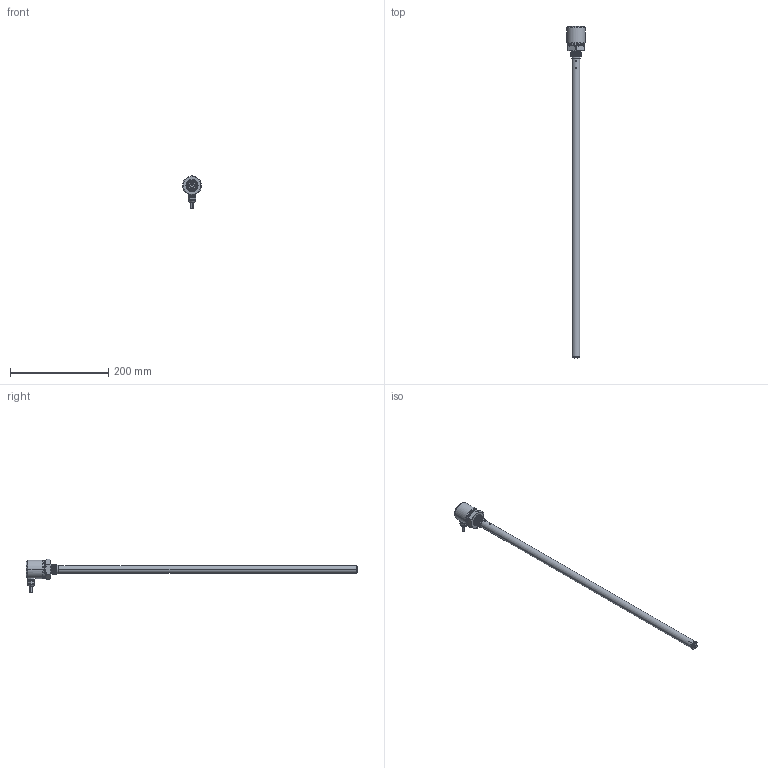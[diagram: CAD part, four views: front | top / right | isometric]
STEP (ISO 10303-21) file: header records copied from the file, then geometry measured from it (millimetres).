
FILE_DESCRIPTION (( 'STEP AP214' ), '1' );
FILE_NAME ('LLCAP204-3104_3D.step', '2023-03-02T06:23:06', ( '' ), ( '' ), 'SwSTEP 2.0', 'SolidWorks 2022', '' );
FILE_SCHEMA (( 'AUTOMOTIVE_DESIGN' ));
Length unit declared in the file: inch
Products named in the file (6): LLCAP204-3104_3D; Copy of 221_1^LLCAP204-3104; Copy of 222_1^LLCAP204-3104; Copy of 223_1^LLCAP204-3104; Copy of 224_1^LLCAP204-3104; Copy of 225_1^LLCAP204-3104
Assembly tree (5 placements, depth 2):
  LLCAP204-3104_3D
    Copy of 223_1^LLCAP204-3104
    Copy of 221_1^LLCAP204-3104
    Copy of 222_1^LLCAP204-3104
    Copy of 224_1^LLCAP204-3104
    Copy of 225_1^LLCAP204-3104
Bounding box: 37.5 x 677.5 x 67.75 mm (x, y, z)
Volume: 61269.5 mm3; surface area: 78397.3 mm2
Topology: 4 solids, 6 shells, 247 faces, 598 edges, 380 vertices
Faces by surface type: cylinder 97, cone 72, plane 61, bspline 15, torus 2
Entity records: 16156 total; most frequent: CARTESIAN_POINT 10522, ORIENTED_EDGE 1190, DIRECTION 978, EDGE_CURVE 598, AXIS2_PLACEMENT_3D 405, VERTEX_POINT 380, EDGE_LOOP 278, B_SPLINE_CURVE_WITH_KNOTS 266
